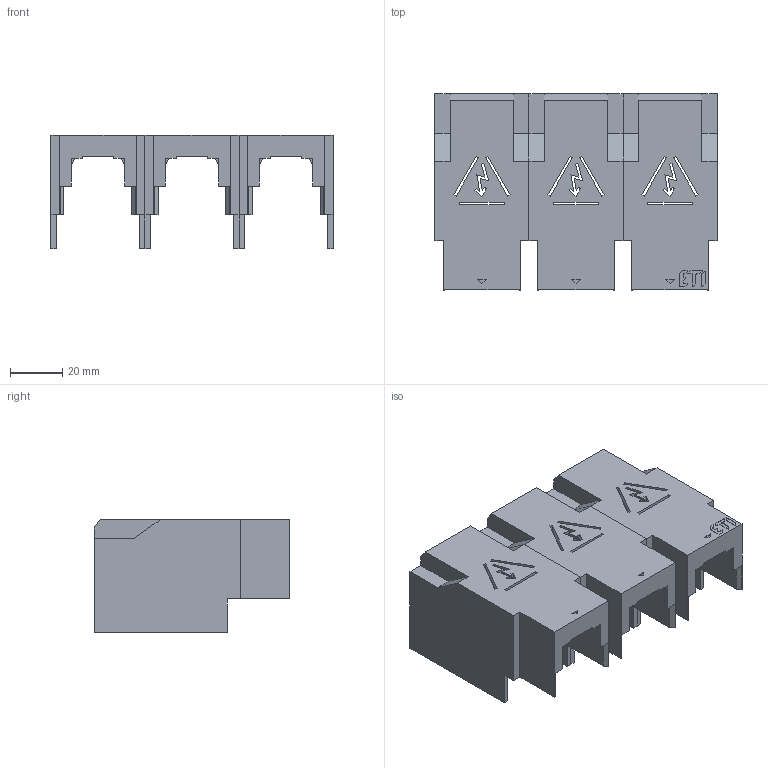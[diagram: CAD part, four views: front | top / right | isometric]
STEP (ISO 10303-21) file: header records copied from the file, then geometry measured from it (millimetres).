
FILE_DESCRIPTION((''),'2;1');
FILE_NAME('39983016_ASM','2021-09-28T',('marketing.praksa'),('Audax d.o.o.'),'CREO PARAMETRIC BY PTC INC, 2017480','CREO PARAMETRIC BY PTC INC, 2017480','');
FILE_SCHEMA(('AUTOMOTIVE_DESIGN { 1 0 10303 214 1 1 1 1 }'));
Length unit declared in the file: millimetre
Products named in the file (5): 39983016_01; 39983016_02; 39983016_03; PRT9563; 39983016_ASM
Assembly tree (4 placements, depth 2):
  39983016_ASM
    39983016_01
    39983016_02
    39983016_03
    PRT9563
Bounding box: 108 x 75 x 43.5 mm (x, y, z)
Volume: 51571.9 mm3; surface area: 55529.3 mm2
Topology: 6 solids, 6 shells, 381 faces, 1074 edges, 711 vertices
Faces by surface type: plane 330, cylinder 51
Entity records: 18597 total; most frequent: CARTESIAN_POINT 2188, ORIENTED_EDGE 2148, DIRECTION 1959, PRESENTATION_STYLE_ASSIGNMENT 1461, STYLED_ITEM 1461, CURVE_STYLE 1074, EDGE_CURVE 1074, VECTOR 969
